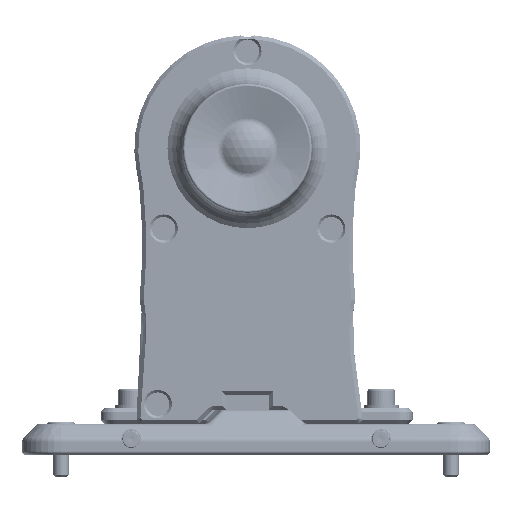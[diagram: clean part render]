
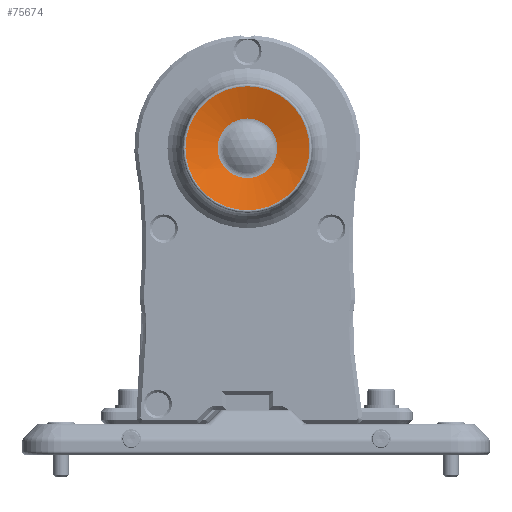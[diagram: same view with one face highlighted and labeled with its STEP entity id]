
A CAD part, left-side view. The second image highlights one B-rep face of the part: STEP entity #75674.
In plain terms, the highlighted spherical face has radius 46.875 mm.
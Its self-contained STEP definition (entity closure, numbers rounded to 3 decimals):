
#75635 = EDGE_CURVE('',#75636,#75636,#75638,.T.);
#75636 = VERTEX_POINT('',#75637);
#75637 = CARTESIAN_POINT('',(-188.401,2.2,
    62.709));
#75638 = CIRCLE('',#75639,15.891);
#75639 = AXIS2_PLACEMENT_3D('',#75640,#75641,#75642);
#75640 = CARTESIAN_POINT('',(-188.401,2.2,
    78.6));
#75641 = DIRECTION('',(1.,0.,0.));
#75642 = DIRECTION('',(0.,-1.,0.));
#75674 = ADVANCED_FACE('',(#75675,#75678),#75689,.F.);
#75675 = FACE_BOUND('',#75676,.F.);
#75676 = EDGE_LOOP('',(#75677));
#75677 = ORIENTED_EDGE('',*,*,#75635,.T.);
#75678 = FACE_BOUND('',#75679,.F.);
#75679 = EDGE_LOOP('',(#75680));
#75680 = ORIENTED_EDGE('',*,*,#75681,.T.);
#75681 = EDGE_CURVE('',#75682,#75682,#75684,.T.);
#75682 = VERTEX_POINT('',#75683);
#75683 = CARTESIAN_POINT('',(-186.252,2.2,
    86.244));
#75684 = CIRCLE('',#75685,7.644);
#75685 = AXIS2_PLACEMENT_3D('',#75686,#75687,#75688);
#75686 = CARTESIAN_POINT('',(-186.252,2.2,
    78.6));
#75687 = DIRECTION('',(-1.,0.,0.));
#75688 = DIRECTION('',(0.,-1.,0.));
#75689 = SPHERICAL_SURFACE('',#75690,46.875);
#75690 = AXIS2_PLACEMENT_3D('',#75691,#75692,#75693);
#75691 = CARTESIAN_POINT('',(-232.5,2.2,
    78.6));
#75692 = DIRECTION('',(0.,0.,1.));
#75693 = DIRECTION('',(1.,0.,0.));
